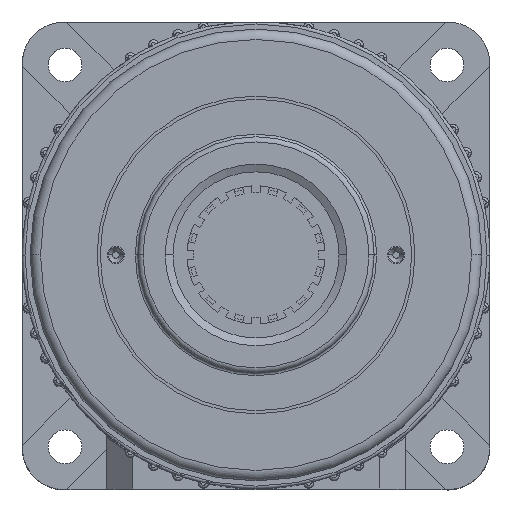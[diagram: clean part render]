
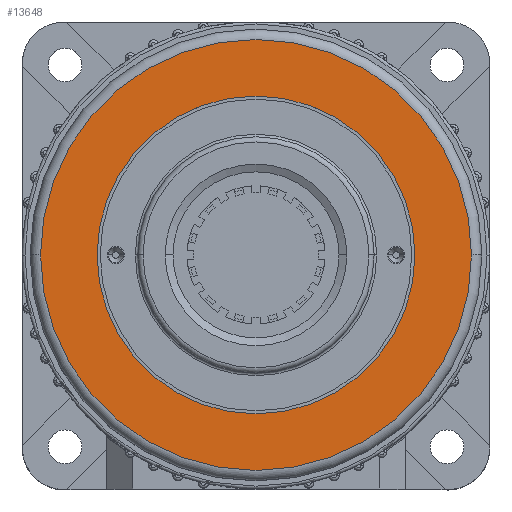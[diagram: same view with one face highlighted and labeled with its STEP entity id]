
A CAD part, top view. The second image highlights one B-rep face of the part: STEP entity #13648.
In plain terms, the highlighted planar face has unit normal (0, 0, 1).
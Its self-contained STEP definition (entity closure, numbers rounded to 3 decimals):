
#245 = VERTEX_POINT ( 'NONE', #15514 ) ;
#1389 = DIRECTION ( 'NONE',  ( 0., 0., 1. ) ) ;
#1406 = DIRECTION ( 'NONE',  ( 0., 0., 1. ) ) ;
#2007 = DIRECTION ( 'NONE',  ( 0., 0., 1. ) ) ;
#2365 = CIRCLE ( 'NONE', #2826, 30.6 ) ;
#2826 = AXIS2_PLACEMENT_3D ( 'NONE', #9594, #1389, #10958 ) ;
#3249 = ORIENTED_EDGE ( 'NONE', *, *, #15788, .T. ) ;
#3292 = VERTEX_POINT ( 'NONE', #7053 ) ;
#3752 = ORIENTED_EDGE ( 'NONE', *, *, #7663, .F. ) ;
#5440 = PLANE ( 'NONE',  #8415 ) ;
#5565 = EDGE_CURVE ( 'NONE', #245, #17050, #13343, .T. ) ;
#6683 = DIRECTION ( 'NONE',  ( 0., 0., 1. ) ) ;
#6814 = DIRECTION ( 'NONE',  ( 1., 0., 0. ) ) ;
#7053 = CARTESIAN_POINT ( 'NONE',  ( 41.5, 0., 97. ) ) ;
#7663 = EDGE_CURVE ( 'NONE', #17050, #245, #2365, .T. ) ;
#8415 = AXIS2_PLACEMENT_3D ( 'NONE', #13322, #15011, #6814 ) ;
#8769 = EDGE_CURVE ( 'NONE', #14706, #3292, #10203, .T. ) ;
#9594 = CARTESIAN_POINT ( 'NONE',  ( 0., 0., 97. ) ) ;
#9599 = CARTESIAN_POINT ( 'NONE',  ( -41.5, 0., 97. ) ) ;
#9615 = CARTESIAN_POINT ( 'NONE',  ( 0., 0., 97. ) ) ;
#9937 = AXIS2_PLACEMENT_3D ( 'NONE', #9615, #1406, #10984 ) ;
#10203 = CIRCLE ( 'NONE', #15249, 41.5 ) ;
#10228 = CARTESIAN_POINT ( 'NONE',  ( 0., 0., 97. ) ) ;
#10275 = EDGE_LOOP ( 'NONE', ( #3249, #11121 ) ) ;
#10437 = ORIENTED_EDGE ( 'NONE', *, *, #5565, .F. ) ;
#10958 = DIRECTION ( 'NONE',  ( 1., 0., 0. ) ) ;
#10984 = DIRECTION ( 'NONE',  ( 1., 0., 0. ) ) ;
#11121 = ORIENTED_EDGE ( 'NONE', *, *, #8769, .T. ) ;
#11591 = DIRECTION ( 'NONE',  ( 1., 0., 0. ) ) ;
#13228 = AXIS2_PLACEMENT_3D ( 'NONE', #10228, #2007, #11591 ) ;
#13322 = CARTESIAN_POINT ( 'NONE',  ( 0., 0., 97. ) ) ;
#13343 = CIRCLE ( 'NONE', #13228, 30.6 ) ;
#13476 = FACE_OUTER_BOUND ( 'NONE', #10275, .T. ) ;
#13648 = ADVANCED_FACE ( 'NONE', ( #13476, #17131 ), #5440, .T. ) ;
#14530 = CIRCLE ( 'NONE', #9937, 41.5 ) ;
#14601 = CARTESIAN_POINT ( 'NONE',  ( -30.6, 0., 97. ) ) ;
#14706 = VERTEX_POINT ( 'NONE', #9599 ) ;
#14875 = CARTESIAN_POINT ( 'NONE',  ( 0., 0., 97. ) ) ;
#15011 = DIRECTION ( 'NONE',  ( 0., 0., 1. ) ) ;
#15249 = AXIS2_PLACEMENT_3D ( 'NONE', #14875, #6683, #16244 ) ;
#15514 = CARTESIAN_POINT ( 'NONE',  ( 30.6, 0., 97. ) ) ;
#15788 = EDGE_CURVE ( 'NONE', #3292, #14706, #14530, .T. ) ;
#16244 = DIRECTION ( 'NONE',  ( 1., 0., 0. ) ) ;
#17050 = VERTEX_POINT ( 'NONE', #14601 ) ;
#17069 = EDGE_LOOP ( 'NONE', ( #10437, #3752 ) ) ;
#17131 = FACE_BOUND ( 'NONE', #17069, .T. ) ;
